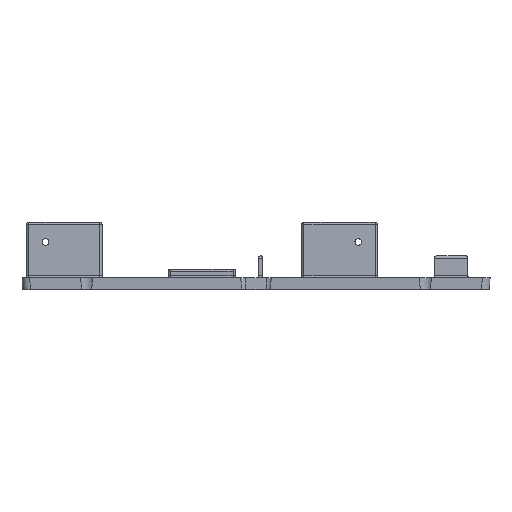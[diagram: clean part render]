
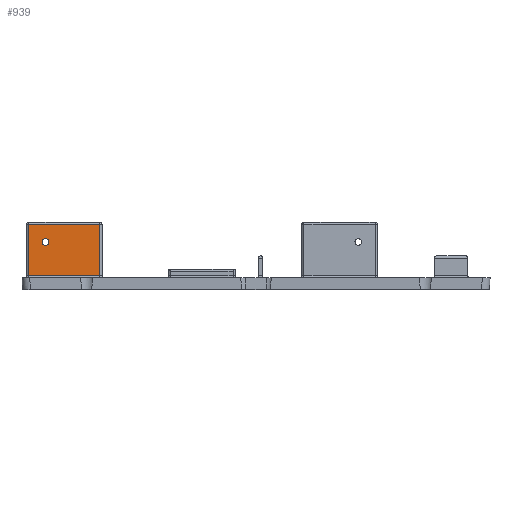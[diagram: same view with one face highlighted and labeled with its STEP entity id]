
A CAD part, top view. The second image highlights one B-rep face of the part: STEP entity #939.
In plain terms, the highlighted planar face has unit normal (0, 0, 1).
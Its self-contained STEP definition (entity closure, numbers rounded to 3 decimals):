
#131 = VERTEX_POINT ( 'NONE', #7038 ) ;
#444 = EDGE_CURVE ( 'NONE', #8246, #131, #5223, .T. ) ;
#486 = VERTEX_POINT ( 'NONE', #3016 ) ;
#513 = CARTESIAN_POINT ( 'NONE',  ( -94.697, 21.2, 71.512 ) ) ;
#577 = FACE_BOUND ( 'NONE', #3222, .T. ) ;
#773 = EDGE_CURVE ( 'NONE', #6465, #486, #2841, .T. ) ;
#919 = ORIENTED_EDGE ( 'NONE', *, *, #444, .T. ) ;
#939 = ADVANCED_FACE ( 'NONE', ( #1226, #577 ), #5888, .F. ) ;
#953 = CARTESIAN_POINT ( 'NONE',  ( -70.262, 29., 71.512 ) ) ;
#1226 = FACE_OUTER_BOUND ( 'NONE', #4903, .T. ) ;
#1293 = CARTESIAN_POINT ( 'NONE',  ( -102.262, 30., 71.512 ) ) ;
#1538 = CARTESIAN_POINT ( 'NONE',  ( -103.262, 6., 71.512 ) ) ;
#1739 = VERTEX_POINT ( 'NONE', #3702 ) ;
#2028 = DIRECTION ( 'NONE',  ( 0., 1., 0. ) ) ;
#2141 = CIRCLE ( 'NONE', #5707, 1.5 ) ;
#2574 = ORIENTED_EDGE ( 'NONE', *, *, #6056, .T. ) ;
#2841 = LINE ( 'NONE', #1538, #8370 ) ;
#3016 = CARTESIAN_POINT ( 'NONE',  ( -70.262, 6., 71.512 ) ) ;
#3222 = EDGE_LOOP ( 'NONE', ( #919, #4737 ) ) ;
#3434 = CARTESIAN_POINT ( 'NONE',  ( -103.262, 29., 71.512 ) ) ;
#3702 = CARTESIAN_POINT ( 'NONE',  ( -102.262, 29., 71.512 ) ) ;
#3861 = CARTESIAN_POINT ( 'NONE',  ( -93.197, 21.2, 71.512 ) ) ;
#4055 = ORIENTED_EDGE ( 'NONE', *, *, #773, .T. ) ;
#4139 = DIRECTION ( 'NONE',  ( 1., 0., 0. ) ) ;
#4338 = VECTOR ( 'NONE', #7181, 1000. ) ;
#4737 = ORIENTED_EDGE ( 'NONE', *, *, #6273, .T. ) ;
#4800 = DIRECTION ( 'NONE',  ( 0., 0., -1. ) ) ;
#4804 = CARTESIAN_POINT ( 'NONE',  ( -70.262, 30., 71.512 ) ) ;
#4903 = EDGE_LOOP ( 'NONE', ( #2574, #7583, #7328, #4055 ) ) ;
#5080 = AXIS2_PLACEMENT_3D ( 'NONE', #8345, #7742, #5243 ) ;
#5223 = CIRCLE ( 'NONE', #6320, 1.5 ) ;
#5243 = DIRECTION ( 'NONE',  ( -1., 0., 0. ) ) ;
#5446 = VECTOR ( 'NONE', #2028, 1000. ) ;
#5707 = AXIS2_PLACEMENT_3D ( 'NONE', #513, #7249, #5915 ) ;
#5854 = EDGE_CURVE ( 'NONE', #1739, #6465, #7221, .T. ) ;
#5888 = PLANE ( 'NONE',  #5080 ) ;
#5915 = DIRECTION ( 'NONE',  ( -1., 0., 0. ) ) ;
#6056 = EDGE_CURVE ( 'NONE', #486, #6142, #8073, .T. ) ;
#6142 = VERTEX_POINT ( 'NONE', #953 ) ;
#6273 = EDGE_CURVE ( 'NONE', #131, #8246, #2141, .T. ) ;
#6320 = AXIS2_PLACEMENT_3D ( 'NONE', #6901, #4800, #7432 ) ;
#6465 = VERTEX_POINT ( 'NONE', #8014 ) ;
#6668 = DIRECTION ( 'NONE',  ( -1., 0., 0. ) ) ;
#6901 = CARTESIAN_POINT ( 'NONE',  ( -94.697, 21.2, 71.512 ) ) ;
#7038 = CARTESIAN_POINT ( 'NONE',  ( -96.197, 21.2, 71.512 ) ) ;
#7160 = LINE ( 'NONE', #3434, #7672 ) ;
#7181 = DIRECTION ( 'NONE',  ( 0., -1., 0. ) ) ;
#7221 = LINE ( 'NONE', #1293, #4338 ) ;
#7249 = DIRECTION ( 'NONE',  ( 0., 0., -1. ) ) ;
#7328 = ORIENTED_EDGE ( 'NONE', *, *, #5854, .T. ) ;
#7432 = DIRECTION ( 'NONE',  ( -1., 0., 0. ) ) ;
#7583 = ORIENTED_EDGE ( 'NONE', *, *, #7929, .T. ) ;
#7672 = VECTOR ( 'NONE', #6668, 1000. ) ;
#7742 = DIRECTION ( 'NONE',  ( 0., 0., -1. ) ) ;
#7929 = EDGE_CURVE ( 'NONE', #6142, #1739, #7160, .T. ) ;
#8014 = CARTESIAN_POINT ( 'NONE',  ( -102.262, 6., 71.512 ) ) ;
#8073 = LINE ( 'NONE', #4804, #5446 ) ;
#8246 = VERTEX_POINT ( 'NONE', #3861 ) ;
#8345 = CARTESIAN_POINT ( 'NONE',  ( -103.262, 30., 71.512 ) ) ;
#8370 = VECTOR ( 'NONE', #4139, 1000. ) ;
